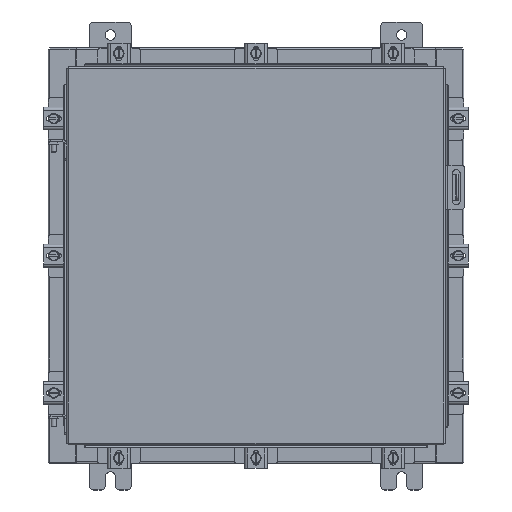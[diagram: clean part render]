
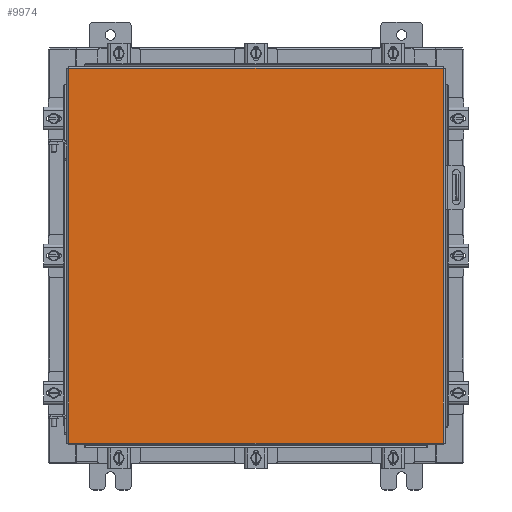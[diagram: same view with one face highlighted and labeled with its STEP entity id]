
A CAD part, top view. The second image highlights one B-rep face of the part: STEP entity #9974.
In plain terms, the highlighted planar face has unit normal (0, 0, 1).
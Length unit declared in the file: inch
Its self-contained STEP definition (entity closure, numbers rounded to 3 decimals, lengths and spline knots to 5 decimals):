
#265 = ORIENTED_EDGE ( 'NONE', *, *, #19542, .T. ) ;
#379 = CARTESIAN_POINT ( 'NONE',  ( -9.0063, 9.0063, 0. ) ) ;
#865 = VECTOR ( 'NONE', #15330, 39.37008 ) ;
#1537 = EDGE_CURVE ( 'NONE', #1641, #20253, #6073, .T. ) ;
#1641 = VERTEX_POINT ( 'NONE', #9797 ) ;
#2002 = DIRECTION ( 'NONE',  ( -1., 0., 0. ) ) ;
#2106 = EDGE_CURVE ( 'NONE', #20253, #19672, #5512, .T. ) ;
#2519 = LINE ( 'NONE', #379, #20516 ) ;
#2850 = DIRECTION ( 'NONE',  ( 1., 0., 0. ) ) ;
#3156 = CARTESIAN_POINT ( 'NONE',  ( -9.0063, 9.0063, 0. ) ) ;
#4030 = CARTESIAN_POINT ( 'NONE',  ( 9.0063, 9.0063, 0. ) ) ;
#5512 = LINE ( 'NONE', #20474, #865 ) ;
#6073 = LINE ( 'NONE', #10276, #15924 ) ;
#7403 = ORIENTED_EDGE ( 'NONE', *, *, #17667, .T. ) ;
#8956 = PLANE ( 'NONE',  #21063 ) ;
#9797 = CARTESIAN_POINT ( 'NONE',  ( 9.0063, -9.0063, 0. ) ) ;
#9974 = ADVANCED_FACE ( 'NONE', ( #15857 ), #8956, .F. ) ;
#10276 = CARTESIAN_POINT ( 'NONE',  ( 9.0063, -9.0063, 0. ) ) ;
#12012 = VECTOR ( 'NONE', #2850, 39.37008 ) ;
#12440 = DIRECTION ( 'NONE',  ( 0., 0., -1. ) ) ;
#13224 = CARTESIAN_POINT ( 'NONE',  ( -9.0063, -9.0063, 0. ) ) ;
#15330 = DIRECTION ( 'NONE',  ( -1., 0., 0. ) ) ;
#15537 = EDGE_LOOP ( 'NONE', ( #265, #18532, #16612, #7403 ) ) ;
#15857 = FACE_OUTER_BOUND ( 'NONE', #15537, .T. ) ;
#15924 = VECTOR ( 'NONE', #20668, 39.37008 ) ;
#15961 = CARTESIAN_POINT ( 'NONE',  ( -9.0063, -9.0063, 0. ) ) ;
#16094 = DIRECTION ( 'NONE',  ( 0., -1., 0. ) ) ;
#16612 = ORIENTED_EDGE ( 'NONE', *, *, #2106, .T. ) ;
#17629 = VERTEX_POINT ( 'NONE', #15961 ) ;
#17667 = EDGE_CURVE ( 'NONE', #19672, #17629, #2519, .T. ) ;
#18532 = ORIENTED_EDGE ( 'NONE', *, *, #1537, .T. ) ;
#19542 = EDGE_CURVE ( 'NONE', #17629, #1641, #21211, .T. ) ;
#19672 = VERTEX_POINT ( 'NONE', #3156 ) ;
#20253 = VERTEX_POINT ( 'NONE', #4030 ) ;
#20474 = CARTESIAN_POINT ( 'NONE',  ( 9.0063, 9.0063, 0. ) ) ;
#20516 = VECTOR ( 'NONE', #16094, 39.37008 ) ;
#20668 = DIRECTION ( 'NONE',  ( 0., 1., 0. ) ) ;
#21063 = AXIS2_PLACEMENT_3D ( 'NONE', #21086, #12440, #2002 ) ;
#21086 = CARTESIAN_POINT ( 'NONE',  ( 0., 0., 0. ) ) ;
#21211 = LINE ( 'NONE', #13224, #12012 ) ;
